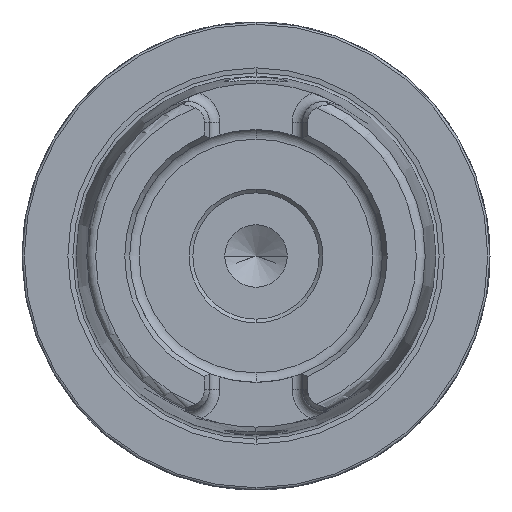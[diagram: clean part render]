
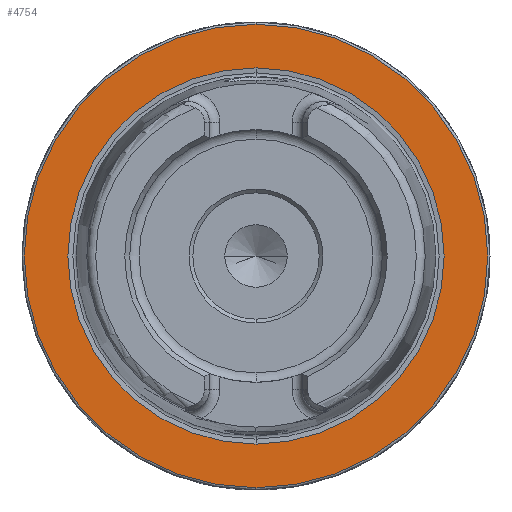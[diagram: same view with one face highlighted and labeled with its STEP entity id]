
A CAD part, left-side view. The second image highlights one B-rep face of the part: STEP entity #4754.
In plain terms, the highlighted planar face has unit normal (-1, 0, 0).
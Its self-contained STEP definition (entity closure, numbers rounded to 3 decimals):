
#47 = CARTESIAN_POINT ( 'NONE',  ( 0., 0., 0. ) ) ;
#48 = DIRECTION ( 'NONE',  ( -1., 0., 0. ) ) ;
#49 = DIRECTION ( 'NONE',  ( 0., 0., 1. ) ) ;
#50 = CARTESIAN_POINT ( 'NONE',  ( 0., 0., 0. ) ) ;
#51 = DIRECTION ( 'NONE',  ( -1., 0., 0. ) ) ;
#52 = DIRECTION ( 'NONE',  ( 0., 0., 1. ) ) ;
#767 = CARTESIAN_POINT ( 'NONE',  ( 0., 0., 0. ) ) ;
#768 = DIRECTION ( 'NONE',  ( -1., 0., 0. ) ) ;
#769 = DIRECTION ( 'NONE',  ( 0., 0., 1. ) ) ;
#776 = CARTESIAN_POINT ( 'NONE',  ( 0., 0., 0. ) ) ;
#777 = DIRECTION ( 'NONE',  ( -1., 0., 0. ) ) ;
#778 = DIRECTION ( 'NONE',  ( 0., 0., 1. ) ) ;
#1989 = VERTEX_POINT ( 'NONE', #2557 ) ;
#2379 = AXIS2_PLACEMENT_3D ( 'NONE', #767, #768, #769 ) ;
#2382 = AXIS2_PLACEMENT_3D ( 'NONE', #776, #777, #778 ) ;
#2557 = CARTESIAN_POINT ( 'NONE',  ( 0., 0., -25.324 ) ) ;
#3210 = CARTESIAN_POINT ( 'NONE',  ( 0., 0., 25.324 ) ) ;
#3212 = CARTESIAN_POINT ( 'NONE',  ( 0., 0., -31.2 ) ) ;
#3214 = CARTESIAN_POINT ( 'NONE',  ( 0., 0., 31.2 ) ) ;
#3416 = ORIENTED_EDGE ( 'NONE', *, *, #6795, .F. ) ;
#3417 = ORIENTED_EDGE ( 'NONE', *, *, #10796, .F. ) ;
#3418 = ORIENTED_EDGE ( 'NONE', *, *, #10800, .T. ) ;
#3419 = ORIENTED_EDGE ( 'NONE', *, *, #6794, .T. ) ;
#3555 = AXIS2_PLACEMENT_3D ( 'NONE', #10269, #10274, #10275 ) ;
#3968 = EDGE_LOOP ( 'NONE', ( #3416, #3417 ) ) ;
#3969 = EDGE_LOOP ( 'NONE', ( #3418, #3419 ) ) ;
#4732 = AXIS2_PLACEMENT_3D ( 'NONE', #47, #48, #49 ) ;
#4733 = AXIS2_PLACEMENT_3D ( 'NONE', #50, #51, #52 ) ;
#4754 = ADVANCED_FACE ( 'NONE', ( #9078, #9075 ), #10272, .F. ) ;
#6539 = CIRCLE ( 'NONE', #4732, 31.2 ) ;
#6542 = CIRCLE ( 'NONE', #4733, 25.324 ) ;
#6794 = EDGE_CURVE ( 'NONE', #8215, #8218, #6539, .T. ) ;
#6795 = EDGE_CURVE ( 'NONE', #8214, #1989, #6542, .T. ) ;
#7560 = CIRCLE ( 'NONE', #2379, 25.324 ) ;
#7569 = CIRCLE ( 'NONE', #2382, 31.2 ) ;
#8214 = VERTEX_POINT ( 'NONE', #3210 ) ;
#8215 = VERTEX_POINT ( 'NONE', #3212 ) ;
#8218 = VERTEX_POINT ( 'NONE', #3214 ) ;
#9075 = FACE_OUTER_BOUND ( 'NONE', #3969, .T. ) ;
#9078 = FACE_BOUND ( 'NONE', #3968, .T. ) ;
#10269 = CARTESIAN_POINT ( 'NONE',  ( 0., 31.2, 0. ) ) ;
#10272 = PLANE ( 'NONE',  #3555 ) ;
#10274 = DIRECTION ( 'NONE',  ( 1., 0., 0. ) ) ;
#10275 = DIRECTION ( 'NONE',  ( 0., 0., -1. ) ) ;
#10796 = EDGE_CURVE ( 'NONE', #1989, #8214, #7560, .T. ) ;
#10800 = EDGE_CURVE ( 'NONE', #8218, #8215, #7569, .T. ) ;
